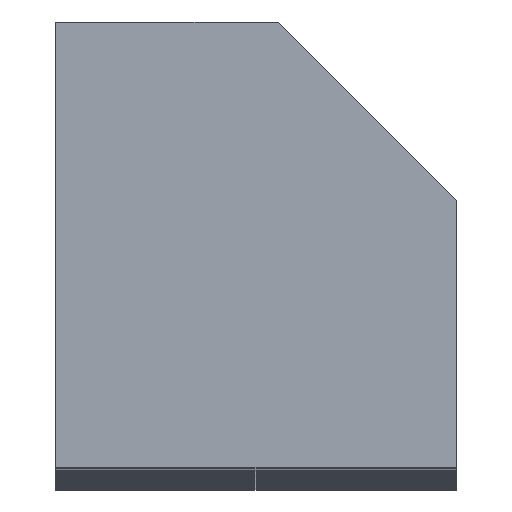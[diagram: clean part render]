
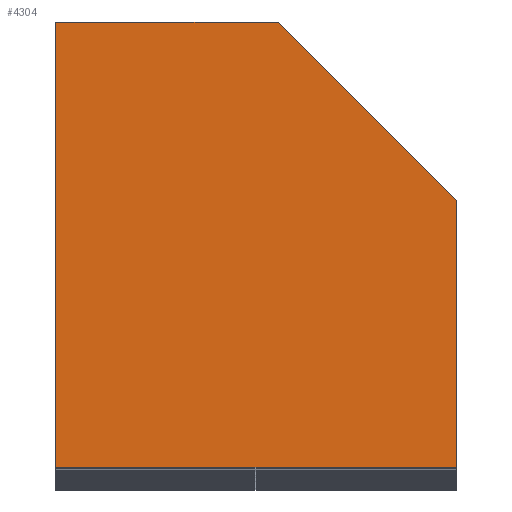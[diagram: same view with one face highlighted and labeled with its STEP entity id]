
A CAD part, top view. The second image highlights one B-rep face of the part: STEP entity #4304.
In plain terms, the highlighted planar face has unit normal (0, 0, 1).
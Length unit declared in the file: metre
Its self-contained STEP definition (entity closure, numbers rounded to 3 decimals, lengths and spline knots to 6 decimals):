
#1094=ORIENTED_EDGE('',*,*,#1828,.F.);
#1095=ORIENTED_EDGE('',*,*,#1829,.T.);
#1096=ORIENTED_EDGE('',*,*,#1830,.T.);
#1097=ORIENTED_EDGE('',*,*,#1447,.T.);
#1098=ORIENTED_EDGE('',*,*,#1831,.F.);
#1447=EDGE_CURVE('',#2003,#2002,#2444,.F.);
#1828=EDGE_CURVE('',#2221,#2222,#2825,.T.);
#1829=EDGE_CURVE('',#2221,#2223,#2826,.T.);
#1830=EDGE_CURVE('',#2223,#2003,#2827,.T.);
#1831=EDGE_CURVE('',#2222,#2002,#2828,.T.);
#2002=VERTEX_POINT('',#6066);
#2003=VERTEX_POINT('',#6068);
#2221=VERTEX_POINT('',#6803);
#2222=VERTEX_POINT('',#6804);
#2223=VERTEX_POINT('',#6806);
#2444=LINE('',#6067,#3053);
#2825=LINE('',#6802,#3434);
#2826=LINE('',#6805,#3435);
#2827=LINE('',#6807,#3436);
#2828=LINE('',#6808,#3437);
#3053=VECTOR('',#4902,1.);
#3434=VECTOR('',#5555,1.);
#3435=VECTOR('',#5556,1.);
#3436=VECTOR('',#5557,1.);
#3437=VECTOR('',#5558,1.);
#3635=EDGE_LOOP('',(#1094,#1095,#1096,#1097,#1098));
#3858=FACE_BOUND('',#3635,.T.);
#4081=PLANE('',#4540);
#4304=ADVANCED_FACE('',(#3858),#4081,.F.);
#4540=AXIS2_PLACEMENT_3D('',#6801,#5553,#5554);
#4902=DIRECTION('',(0.,1.,0.));
#5553=DIRECTION('',(0.,0.,-1.));
#5554=DIRECTION('',(0.,1.,0.));
#5555=DIRECTION('',(0.,-1.,0.));
#5556=DIRECTION('',(-0.707,0.707,0.));
#5557=DIRECTION('',(-1.,0.,0.));
#5558=DIRECTION('',(-1.,0.,0.));
#6066=CARTESIAN_POINT('',(0.05,0.0065,0.084));
#6067=CARTESIAN_POINT('',(0.05,0.00575,0.084));
#6068=CARTESIAN_POINT('',(0.05,0.0115,0.084));
#6801=CARTESIAN_POINT('',(0.0545,0.009,0.084));
#6802=CARTESIAN_POINT('',(0.0545,0.009,0.084));
#6803=CARTESIAN_POINT('',(0.0545,0.0095,0.084));
#6804=CARTESIAN_POINT('',(0.0545,0.0065,0.084));
#6805=CARTESIAN_POINT('',(0.0525,0.0115,0.084));
#6806=CARTESIAN_POINT('',(0.0525,0.0115,0.084));
#6807=CARTESIAN_POINT('',(0.0545,0.0115,0.084));
#6808=CARTESIAN_POINT('',(0.0545,0.0065,0.084));
